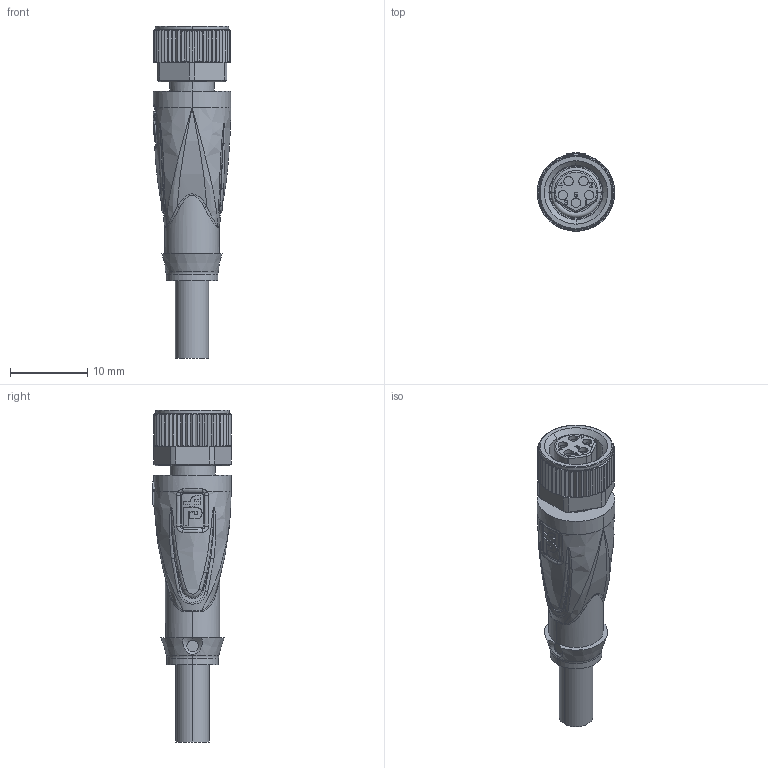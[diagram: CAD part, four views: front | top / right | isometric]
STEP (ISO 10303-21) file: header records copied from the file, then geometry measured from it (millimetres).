
FILE_DESCRIPTION((''),'2;1');
FILE_NAME('CAD-7077_SW0001','2020-10-28T10:52:28',('creinig-se'),(''),'CREO PARAMETRIC BY PTC INC, 2019292','CREO PARAMETRIC BY PTC INC, 2019292','');
FILE_SCHEMA(('CONFIG_CONTROL_DESIGN','SHAPE_APPEARANCE_LAYERS_GROUPS'));
Length unit declared in the file: millimetre
Products named in the file (1): CAD-7077_SW0001
Bounding box: 10 x 10.15 x 42.9 mm (x, y, z)
Volume: 1925.7 mm3; surface area: 1802.1 mm2
Topology: 1 solids, 1 shells, 778 faces, 2044 edges, 1298 vertices
Faces by surface type: plane 377, torus 120, bspline 113, cylinder 100, cone 54, extrusion 12, sphere 2
Entity records: 41342 total; most frequent: CARTESIAN_POINT 17627, ORIENTED_EDGE 4078, DIRECTION 3376, EDGE_CURVE 2039, VERTEX_POINT 1292, AXIS2_PLACEMENT_3D 1199, VECTOR 978, LINE 966
